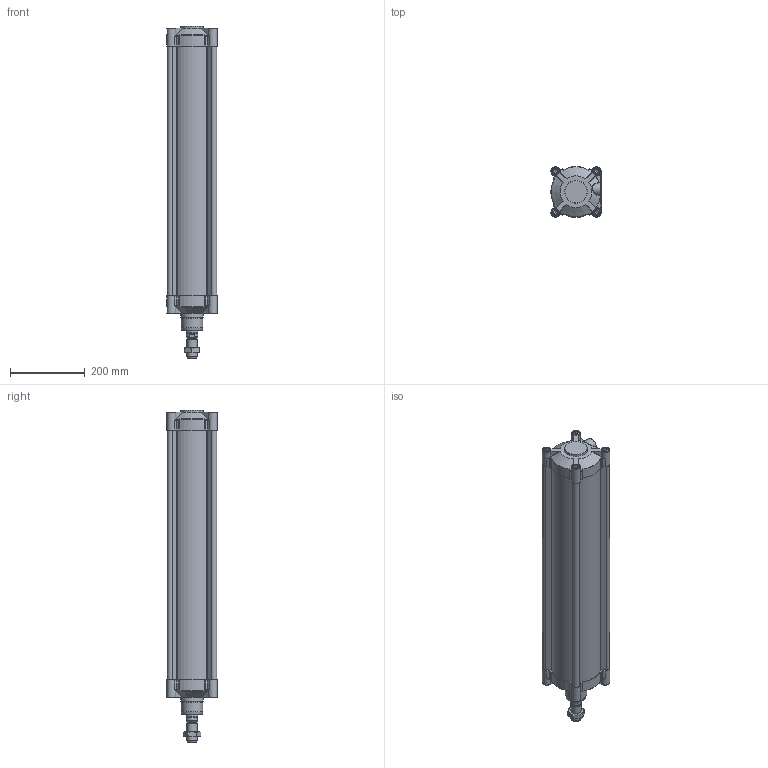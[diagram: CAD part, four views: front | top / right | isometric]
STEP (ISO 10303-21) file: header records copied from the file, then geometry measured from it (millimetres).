
FILE_DESCRIPTION(/* description */ ('Unknown'),/* implementation_level */ '2;1');
FILE_NAME(/* name */ 'HIF 125_600',/* time_stamp */ '2024-08-13T11:36:49+02:00',/* author */ ('Unknown'),/* organization */ ('Unknown'),/* preprocessor_version */ 'ST-DEVELOPER v16.7',/* originating_system */ 'Solid Edge',/* authorisation */ 'Unknown');
FILE_SCHEMA (('AUTOMOTIVE_DESIGN {1 0 10303 214 3 1 1}'));
Products named in the file (6): HIF 125_600; Kit_2; Kit_1; Profilrohr 125_600; Kolbenstange 125_600; Mutter
Assembly tree (5 placements, depth 2):
  HIF 125_600
    Kit_2
    Kit_1
    Profilrohr 125_600
    Kolbenstange 125_600
    Mutter
Bounding box: 134 x 134 x 885.5 mm (x, y, z)
Volume: 4134744.7 mm3; surface area: 1224828.4 mm2
Topology: 5 solids, 20 shells, 1375 faces, 3427 edges, 2109 vertices
Faces by surface type: cylinder 486, plane 439, cone 128, torus 123, sphere 108, bspline 91
Full cylindrical faces by diameter (mm): 10.106 x16, 12 x10, 12.3 x8, 17 x2, 18 x8, 18.3 x8, 18.62 x2, 18.631 x2, 23.8 x1, 24.835 x1, 27 x1, 31 x1, 32 x1, 32.5 x5, 32.8 x1, 32.962 x1, 38 x2, 42 x2, 57 x1, 60 x2, 125 x2
Entity records: 53546 total; most frequent: CARTESIAN_POINT 14378, ORIENTED_EDGE 6588, DIRECTION 6001, EDGE_CURVE 3294, AXIS2_PLACEMENT_3D 2426, VERTEX_POINT 2092, FACE_BOUND 1528, EDGE_LOOP 1520
